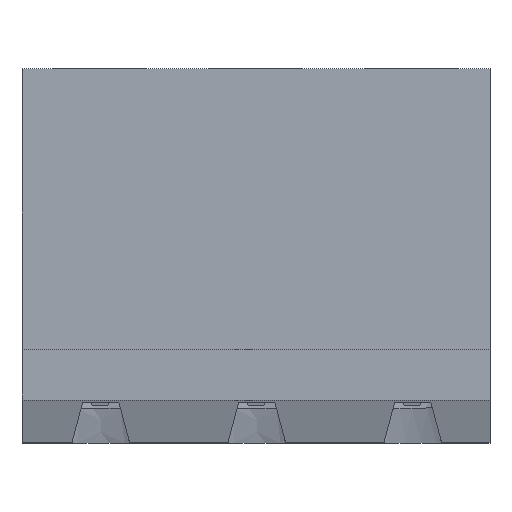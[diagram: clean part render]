
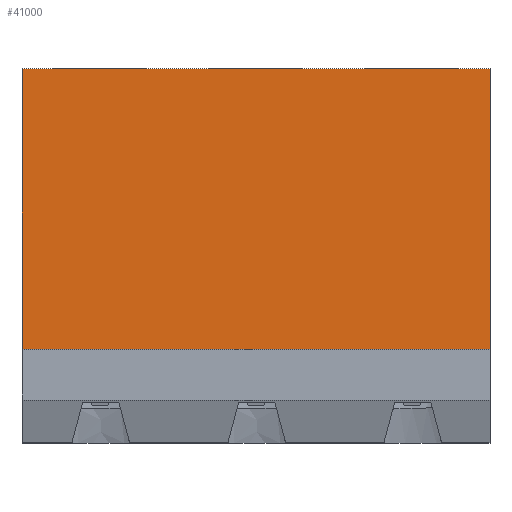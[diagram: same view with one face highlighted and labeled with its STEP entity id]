
A CAD part, top view. The second image highlights one B-rep face of the part: STEP entity #41000.
In plain terms, the highlighted face is planar.
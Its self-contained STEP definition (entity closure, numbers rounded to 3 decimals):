
#37710=CARTESIAN_POINT('',(-43.229,50.328,9.975));
#37720=VERTEX_POINT('',#37710);
#37750=CARTESIAN_POINT('',(-43.229,50.328,0.));
#37760=DIRECTION('',(0.,0.,1.));
#37770=VECTOR('',#37760,1.);
#37780=LINE('',#37750,#37770);
#37790=CARTESIAN_POINT('',(-43.229,50.328,24.975));
#37800=VERTEX_POINT('',#37790);
#37810=EDGE_CURVE('',#37720,#37800,#37780,.T.);
#40700=CARTESIAN_POINT('',(-43.229,50.328,0.));
#40710=DIRECTION('',(-0.,1.,0.));
#40720=DIRECTION('',(1.,0.,0.));
#40730=AXIS2_PLACEMENT_3D('',#40700,#40710,#40720);
#40740=PLANE('',#40730);
#40750=CARTESIAN_POINT('',(-43.229,50.328,9.975));
#40760=DIRECTION('',(1.,0.,0.));
#40770=VECTOR('',#40760,1.);
#40780=LINE('',#40750,#40770);
#40790=CARTESIAN_POINT('',(-34.229,50.328,9.975));
#40800=VERTEX_POINT('',#40790);
#40810=EDGE_CURVE('',#37720,#40800,#40780,.T.);
#40820=ORIENTED_EDGE('',*,*,#40810,.F.);
#40830=CARTESIAN_POINT('',(-34.229,50.328,0.));
#40840=DIRECTION('',(0.,0.,1.));
#40850=VECTOR('',#40840,1.);
#40860=LINE('',#40830,#40850);
#40870=CARTESIAN_POINT('',(-34.229,50.328,24.975));
#40880=VERTEX_POINT('',#40870);
#40890=EDGE_CURVE('',#40800,#40880,#40860,.T.);
#40900=ORIENTED_EDGE('',*,*,#40890,.F.);
#40910=CARTESIAN_POINT('',(0.,50.328,24.975));
#40920=DIRECTION('',(1.,0.,0.));
#40930=VECTOR('',#40920,1.);
#40940=LINE('',#40910,#40930);
#40950=EDGE_CURVE('',#37800,#40880,#40940,.T.);
#40960=ORIENTED_EDGE('',*,*,#40950,.T.);
#40970=ORIENTED_EDGE('',*,*,#37810,.T.);
#40980=EDGE_LOOP('',(#40970,#40960,#40900,#40820));
#40990=FACE_OUTER_BOUND('',#40980,.T.);
#41000=ADVANCED_FACE('',(#40990),#40740,.T.);
